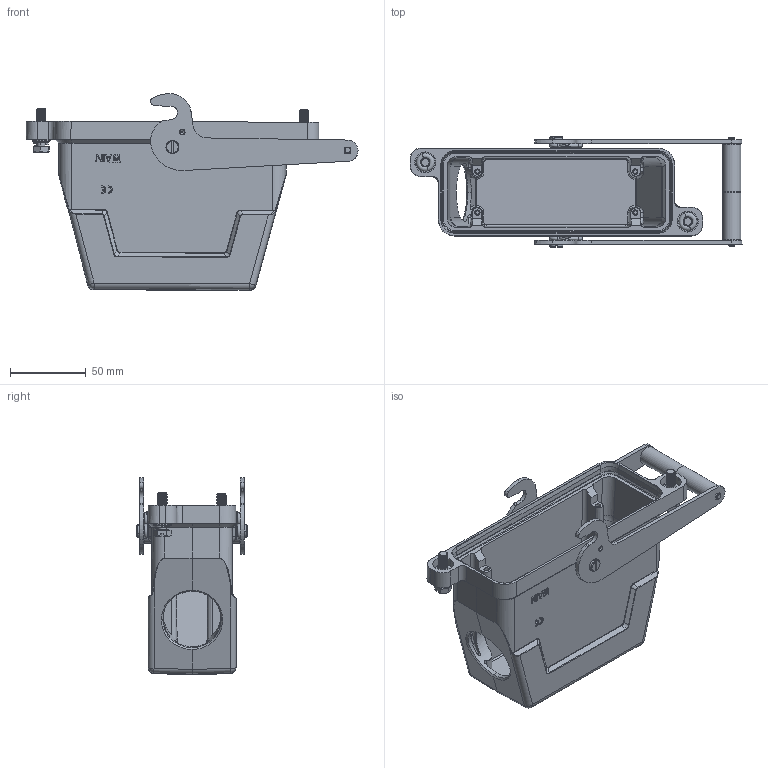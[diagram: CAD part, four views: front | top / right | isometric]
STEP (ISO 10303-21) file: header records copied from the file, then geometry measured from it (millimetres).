
FILE_DESCRIPTION(/* description */ (''),/* implementation_level */ '2;1');
FILE_NAME(/* name */ '3D_1136245205509_HP24B_H-SEH-2S-1L_C-M40_V1.0.stp',/* time_stamp */ '2024-03-20T19:40:52+08:00',/* author */ (''),/* organization */ (''),/* preprocessor_version */ 'ST-DEVELOPER v18.1',/* originating_system */ 'SIEMENS PLM Software NX 1980',/* authorisation */ '');
FILE_SCHEMA (('AUTOMOTIVE_DESIGN { 1 0 10303 214 3 1 1 1 }'));
Products named in the file (1): _model1
Bounding box: 218.8 x 72.9 x 129.75 mm (x, y, z)
Volume: 252643.1 mm3; surface area: 116352.6 mm2
Topology: 1 solids, 3 shells, 798 faces, 2180 edges, 1409 vertices
Faces by surface type: plane 304, cylinder 283, cone 86, torus 71, bspline 46, sphere 8
Full cylindrical faces by diameter (mm): 1 x2, 2 x8, 4.2 x2, 4.7 x2, 5.8 x2, 6.5 x1, 11.8 x2, 12 x2
Entity records: 41007 total; most frequent: CARTESIAN_POINT 21839, ORIENTED_EDGE 4176, DIRECTION 3307, EDGE_CURVE 2088, VERTEX_POINT 1373, AXIS2_PLACEMENT_3D 1245, EDGE_LOOP 905, LINE 817
